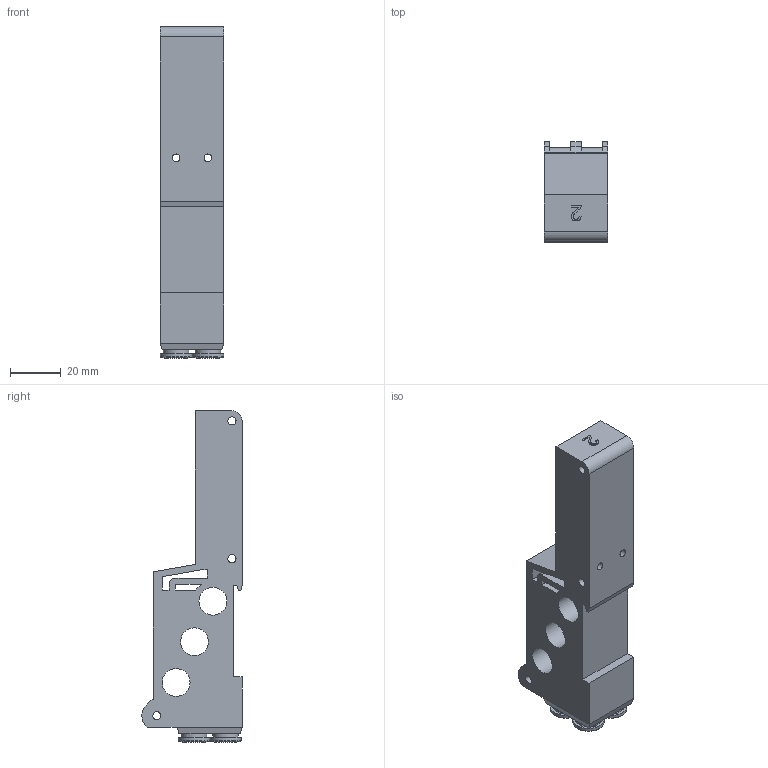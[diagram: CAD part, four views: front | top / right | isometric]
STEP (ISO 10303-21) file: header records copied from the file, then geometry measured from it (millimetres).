
FILE_DESCRIPTION((''),'2;1');
FILE_NAME('224801B.stp','2014-04-17T13:47:06',('nozzaem1'),(''),'Autodesk Inventor 2013','Autodesk Inventor 2013','');
FILE_SCHEMA(('AUTOMOTIVE_DESIGN { 1 0 10303 214 1 1 1 1 }'));
Length unit declared in the file: millimetre
Products named in the file (1): 224#_###
Bounding box: 25 x 39.49 x 130.74 mm (x, y, z)
Volume: 67874.7 mm3; surface area: 23279.7 mm2
Topology: 1 solids, 4 shells, 233 faces, 592 edges, 383 vertices
Faces by surface type: plane 132, cylinder 52, bspline 27, torus 18, cone 4
Full cylindrical faces by diameter (mm): 3 x2, 3.2 x3, 8.2 x4, 10.1 x4, 11 x3, 12.4 x4
Entity records: 7067 total; most frequent: CARTESIAN_POINT 1568, ORIENTED_EDGE 1102, DIRECTION 1033, EDGE_CURVE 551, VERTEX_POINT 378, VECTOR 375, LINE 375, AXIS2_PLACEMENT_3D 329
